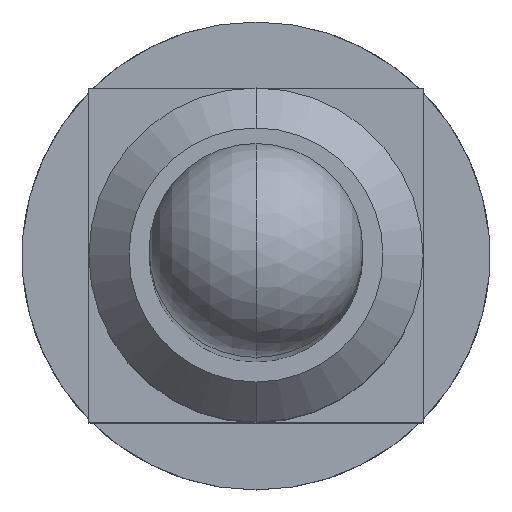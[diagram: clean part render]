
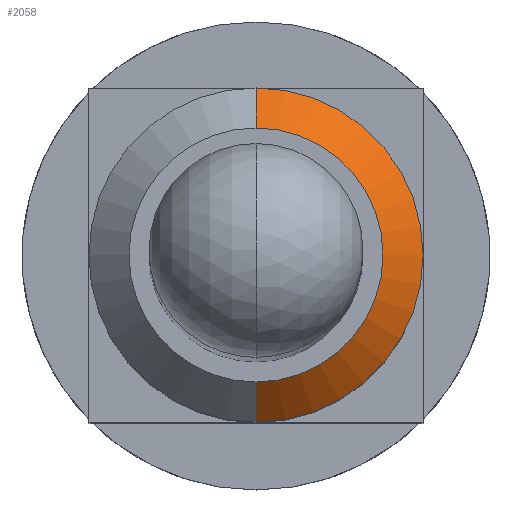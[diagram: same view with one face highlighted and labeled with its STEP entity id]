
A CAD part, top view. The second image highlights one B-rep face of the part: STEP entity #2058.
In plain terms, the highlighted conical face has half-angle 45 degrees and reference radius 0.5 mm.
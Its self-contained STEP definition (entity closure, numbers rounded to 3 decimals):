
#60 = CARTESIAN_POINT ( 'NONE',  ( 0., 0., 0. ) ) ;
#61 = DIRECTION ( 'NONE',  ( 0., 0., 1. ) ) ;
#62 = DIRECTION ( 'NONE',  ( 0., -1., 0. ) ) ;
#88 = CARTESIAN_POINT ( 'NONE',  ( 0., 0., -0.12 ) ) ;
#89 = DIRECTION ( 'NONE',  ( 0., 0., 1. ) ) ;
#90 = DIRECTION ( 'NONE',  ( 0., -1., 0. ) ) ;
#511 = FACE_OUTER_BOUND ( 'NONE', #4306, .T. ) ;
#518 = CONICAL_SURFACE ( 'NONE', #5375, 0.5, 0.785 ) ;
#592 = CIRCLE ( 'NONE', #1562, 0.38 ) ;
#1404 = ORIENTED_EDGE ( 'NONE', *, *, #5406, .T. ) ;
#1562 = AXIS2_PLACEMENT_3D ( 'NONE', #60, #61, #62 ) ;
#1567 = AXIS2_PLACEMENT_3D ( 'NONE', #88, #89, #90 ) ;
#1683 = VERTEX_POINT ( 'NONE', #5926 ) ;
#1684 = VERTEX_POINT ( 'NONE', #5927 ) ;
#2058 = ADVANCED_FACE ( 'NONE', ( #511 ), #518, .T. ) ;
#2095 = CARTESIAN_POINT ( 'NONE',  ( 0., -0.5, -0.12 ) ) ;
#2129 = CARTESIAN_POINT ( 'NONE',  ( 0., 0.5, -0.12 ) ) ;
#2882 = ORIENTED_EDGE ( 'NONE', *, *, #5409, .F. ) ;
#2911 = VERTEX_POINT ( 'NONE', #2095 ) ;
#2944 = VERTEX_POINT ( 'NONE', #2129 ) ;
#3324 = DIRECTION ( 'NONE',  ( 0., 1., 0. ) ) ;
#3326 = DIRECTION ( 'NONE',  ( 0., 0., -1. ) ) ;
#3328 = CARTESIAN_POINT ( 'NONE',  ( 0., 0., -0.12 ) ) ;
#3980 = EDGE_CURVE ( 'NONE', #1684, #1683, #592, .T. ) ;
#3991 = EDGE_CURVE ( 'NONE', #2911, #2944, #4980, .T. ) ;
#4148 = ORIENTED_EDGE ( 'NONE', *, *, #3991, .T. ) ;
#4295 = ORIENTED_EDGE ( 'NONE', *, *, #3980, .F. ) ;
#4306 = EDGE_LOOP ( 'NONE', ( #4295, #1404, #4148, #2882 ) ) ;
#4980 = CIRCLE ( 'NONE', #1567, 0.5 ) ;
#5120 = LINE ( 'NONE', #6634, #5122 ) ;
#5122 = VECTOR ( 'NONE', #6630, 1000. ) ;
#5125 = LINE ( 'NONE', #6640, #5127 ) ;
#5127 = VECTOR ( 'NONE', #6635, 1000. ) ;
#5375 = AXIS2_PLACEMENT_3D ( 'NONE', #3328, #3326, #3324 ) ;
#5406 = EDGE_CURVE ( 'NONE', #1684, #2911, #5120, .T. ) ;
#5409 = EDGE_CURVE ( 'NONE', #1683, #2944, #5125, .T. ) ;
#5926 = CARTESIAN_POINT ( 'NONE',  ( 0., 0.38, 0. ) ) ;
#5927 = CARTESIAN_POINT ( 'NONE',  ( 0., -0.38, 0. ) ) ;
#6630 = DIRECTION ( 'NONE',  ( 0., -0.707, -0.707 ) ) ;
#6634 = CARTESIAN_POINT ( 'NONE',  ( 0., -0.5, -0.12 ) ) ;
#6635 = DIRECTION ( 'NONE',  ( 0., 0.707, -0.707 ) ) ;
#6640 = CARTESIAN_POINT ( 'NONE',  ( 0., 0.5, -0.12 ) ) ;
